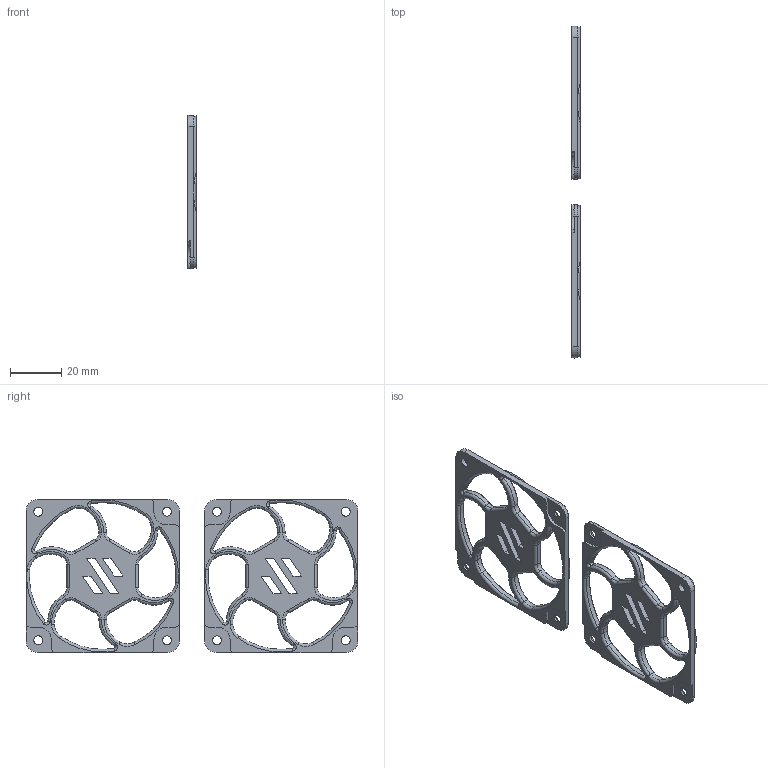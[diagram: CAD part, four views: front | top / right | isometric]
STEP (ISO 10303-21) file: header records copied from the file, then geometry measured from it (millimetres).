
FILE_DESCRIPTION(/* description */ (''),/* implementation_level */ '2;1');
FILE_NAME(/* name */ 'Acoustic Fan Grill v3.step',/* time_stamp */ '2023-01-17T00:29:00-05:00',/* author */ (''),/* organization */ (''),/* preprocessor_version */ 'ST-DEVELOPER v19.2',/* originating_system */ 'Autodesk Translation Framework v11.17.0.187',/* authorisation */ '');
FILE_SCHEMA (('AUTOMOTIVE_DESIGN { 1 0 10303 214 3 1 1 }'));
Length unit declared in the file: millimetre
Products named in the file (3): Acoustic Fan Grill; Fan Grill A (1); Fan Grill B (1) (1)
Assembly tree (2 placements, depth 2):
  Acoustic Fan Grill
    Fan Grill A (1)
    Fan Grill B (1) (1)
Bounding box: 3.2 x 130 x 60 mm (x, y, z)
Volume: 10422.4 mm3; surface area: 11341.4 mm2
Topology: 2 solids, 2 shells, 536 faces, 1319 edges, 787 vertices
Faces by surface type: plane 214, cylinder 146, cone 92, torus 84
Full cylindrical faces by diameter (mm): 3.5 x8, 6 x8
Entity records: 15908 total; most frequent: DIRECTION 3006, CARTESIAN_POINT 2647, ORIENTED_EDGE 2638, EDGE_CURVE 1319, AXIS2_PLACEMENT_3D 1146, VERTEX_POINT 787, LINE 714, VECTOR 714
